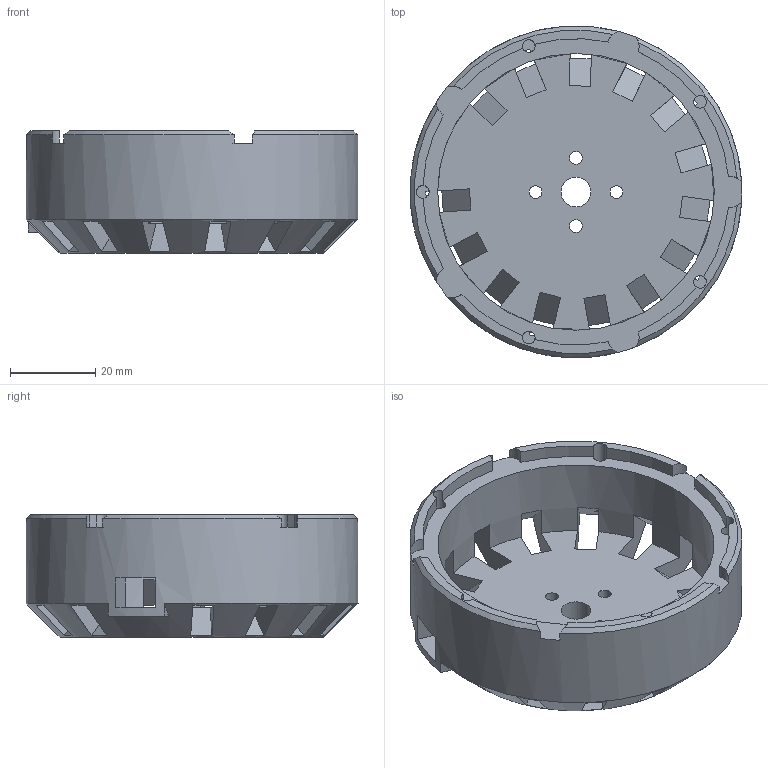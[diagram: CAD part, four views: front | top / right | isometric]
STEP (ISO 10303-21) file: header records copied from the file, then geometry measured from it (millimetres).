
FILE_DESCRIPTION(/* description */ (''),/* implementation_level */ '2;1');
FILE_NAME(/* name */ 'Motor_Housing.step',/* time_stamp */ '2022-07-19T20:26:21-04:00',/* author */ (''),/* organization */ (''),/* preprocessor_version */ 'ST-DEVELOPER v19',/* originating_system */ 'Autodesk Translation Framework v11.7.0.108',/* authorisation */ '');
FILE_SCHEMA (('AUTOMOTIVE_DESIGN { 1 0 10303 214 3 1 1 }'));
Length unit declared in the file: millimetre
Products named in the file (1): FusionComponent
Bounding box: 78 x 78 x 28.88 mm (x, y, z)
Volume: 49161.3 mm3; surface area: 22282 mm2
Topology: 1 solids, 1 shells, 125 faces, 452 edges, 309 vertices
Faces by surface type: plane 79, cylinder 36, cone 10
Full cylindrical faces by diameter (mm): 3 x9, 6 x4, 7 x1, 65 x1, 78 x1
Entity records: 4981 total; most frequent: CARTESIAN_POINT 1109, ORIENTED_EDGE 904, DIRECTION 755, EDGE_CURVE 452, VERTEX_POINT 309, AXIS2_PLACEMENT_3D 273, LINE 209, VECTOR 209
